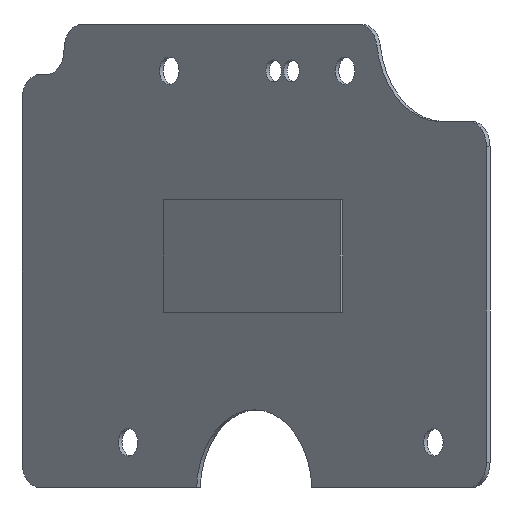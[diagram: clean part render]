
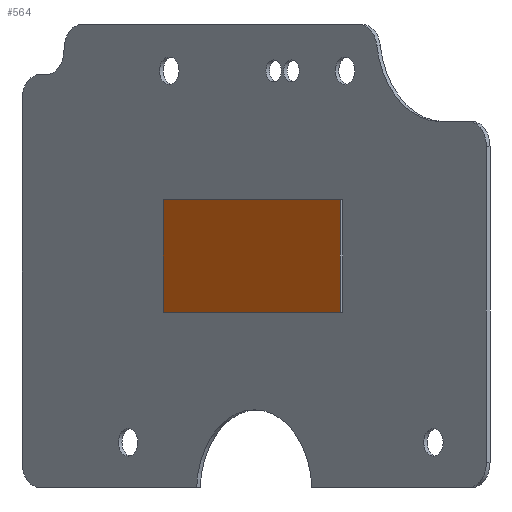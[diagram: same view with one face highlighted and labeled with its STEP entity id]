
A CAD part, front view. The second image highlights one B-rep face of the part: STEP entity #564.
In plain terms, the highlighted planar face has unit normal (-0.707, -0.707, 0).
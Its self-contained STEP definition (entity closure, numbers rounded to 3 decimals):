
#77=FACE_OUTER_BOUND('',#107,.T.);
#107=EDGE_LOOP('',(#399,#400,#401,#402));
#148=LINE('',#833,#199);
#152=LINE('',#840,#203);
#154=LINE('',#845,#205);
#157=LINE('',#849,#208);
#199=VECTOR('',#658,10.);
#203=VECTOR('',#664,10.);
#205=VECTOR('',#668,10.);
#208=VECTOR('',#673,10.);
#250=VERTEX_POINT('',#830);
#251=VERTEX_POINT('',#832);
#253=VERTEX_POINT('',#838);
#255=VERTEX_POINT('',#844);
#304=EDGE_CURVE('',#251,#250,#148,.T.);
#308=EDGE_CURVE('',#250,#253,#152,.T.);
#310=EDGE_CURVE('',#255,#251,#154,.T.);
#313=EDGE_CURVE('',#253,#255,#157,.T.);
#399=ORIENTED_EDGE('',*,*,#313,.T.);
#400=ORIENTED_EDGE('',*,*,#310,.T.);
#401=ORIENTED_EDGE('',*,*,#304,.T.);
#402=ORIENTED_EDGE('',*,*,#308,.T.);
#549=PLANE('',#596);
#564=ADVANCED_FACE('',(#77),#549,.T.);
#596=AXIS2_PLACEMENT_3D('',#850,#674,#675);
#658=DIRECTION('',(-0.707,0.707,0.));
#664=DIRECTION('',(0.,0.,-1.));
#668=DIRECTION('',(0.,0.,1.));
#673=DIRECTION('',(0.707,-0.707,0.));
#674=DIRECTION('center_axis',(-0.707,-0.707,0.));
#675=DIRECTION('ref_axis',(0.,0.,1.));
#830=CARTESIAN_POINT('',(-40.439,-26.297,42.2));
#832=CARTESIAN_POINT('',(-26.297,-40.439,42.2));
#833=CARTESIAN_POINT('',(-26.297,-40.439,42.2));
#838=CARTESIAN_POINT('',(-40.439,-26.297,33.2));
#840=CARTESIAN_POINT('',(-40.439,-26.297,42.2));
#844=CARTESIAN_POINT('',(-26.297,-40.439,33.2));
#845=CARTESIAN_POINT('',(-26.297,-40.439,33.2));
#849=CARTESIAN_POINT('',(-40.439,-26.297,33.2));
#850=CARTESIAN_POINT('Origin',(-33.368,-33.368,37.7));
